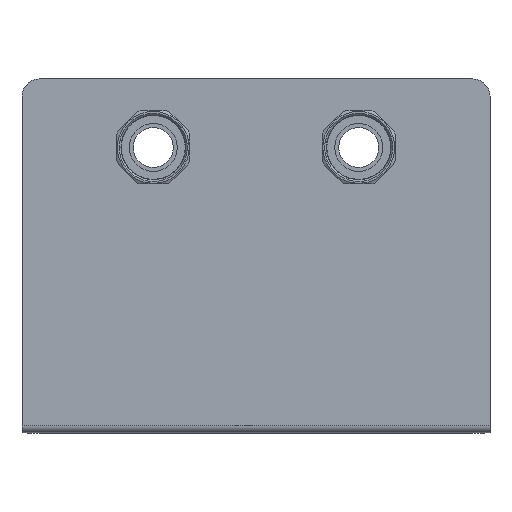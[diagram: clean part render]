
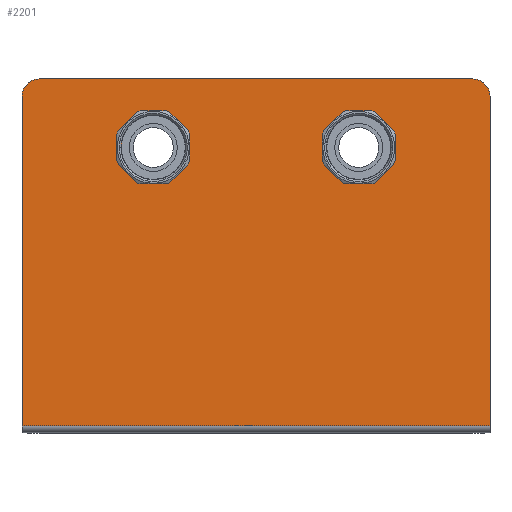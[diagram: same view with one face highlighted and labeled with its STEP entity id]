
A CAD part, top view. The second image highlights one B-rep face of the part: STEP entity #2201.
In plain terms, the highlighted planar face has unit normal (0, 0, 1).
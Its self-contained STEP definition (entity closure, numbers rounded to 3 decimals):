
#71=FACE_BOUND('',#390,.T.);
#72=FACE_BOUND('',#391,.T.);
#123=PLANE('',#2490);
#265=FACE_OUTER_BOUND('',#389,.T.);
#389=EDGE_LOOP('',(#1705,#1706,#1707,#1708,#1709,#1710));
#390=EDGE_LOOP('',(#1711));
#391=EDGE_LOOP('',(#1712));
#561=LINE('',#3605,#734);
#562=LINE('',#3607,#735);
#563=LINE('',#3609,#736);
#564=LINE('',#3612,#737);
#734=VECTOR('',#2972,10.);
#735=VECTOR('',#2973,10.);
#736=VECTOR('',#2974,10.);
#737=VECTOR('',#2977,10.);
#811=CIRCLE('',#2362,22.5);
#832=CIRCLE('',#2397,22.5);
#875=CIRCLE('',#2488,15.);
#877=CIRCLE('',#2491,15.);
#926=VERTEX_POINT('',#3267);
#945=VERTEX_POINT('',#3329);
#1032=VERTEX_POINT('',#3595);
#1033=VERTEX_POINT('',#3596);
#1036=VERTEX_POINT('',#3604);
#1037=VERTEX_POINT('',#3606);
#1038=VERTEX_POINT('',#3608);
#1039=VERTEX_POINT('',#3610);
#1132=EDGE_CURVE('',#926,#926,#811,.T.);
#1161=EDGE_CURVE('',#945,#945,#832,.T.);
#1292=EDGE_CURVE('',#1032,#1033,#875,.T.);
#1296=EDGE_CURVE('',#1036,#1032,#561,.T.);
#1297=EDGE_CURVE('',#1036,#1037,#562,.T.);
#1298=EDGE_CURVE('',#1038,#1037,#563,.T.);
#1299=EDGE_CURVE('',#1039,#1038,#877,.T.);
#1300=EDGE_CURVE('',#1033,#1039,#564,.T.);
#1705=ORIENTED_EDGE('',*,*,#1292,.F.);
#1706=ORIENTED_EDGE('',*,*,#1296,.F.);
#1707=ORIENTED_EDGE('',*,*,#1297,.T.);
#1708=ORIENTED_EDGE('',*,*,#1298,.F.);
#1709=ORIENTED_EDGE('',*,*,#1299,.F.);
#1710=ORIENTED_EDGE('',*,*,#1300,.F.);
#1711=ORIENTED_EDGE('',*,*,#1132,.F.);
#1712=ORIENTED_EDGE('',*,*,#1161,.F.);
#2201=ADVANCED_FACE('',(#265,#71,#72),#123,.T.);
#2362=AXIS2_PLACEMENT_3D('',#3268,#2616,#2617);
#2397=AXIS2_PLACEMENT_3D('',#3330,#2694,#2695);
#2488=AXIS2_PLACEMENT_3D('',#3597,#2964,#2965);
#2490=AXIS2_PLACEMENT_3D('',#3603,#2970,#2971);
#2491=AXIS2_PLACEMENT_3D('',#3611,#2975,#2976);
#2616=DIRECTION('center_axis',(0.,0.,
1.));
#2617=DIRECTION('ref_axis',(0.,-1.,0.));
#2694=DIRECTION('center_axis',(0.,0.,
1.));
#2695=DIRECTION('ref_axis',(0.,-1.,0.));
#2964=DIRECTION('center_axis',(0.,0.,-1.));
#2965=DIRECTION('ref_axis',(-0.707,0.707,0.));
#2970=DIRECTION('center_axis',(0.,0.,1.));
#2971=DIRECTION('ref_axis',(1.,0.,0.));
#2972=DIRECTION('',(0.,1.,0.));
#2973=DIRECTION('',(1.,0.,0.));
#2974=DIRECTION('',(0.,-1.,0.));
#2975=DIRECTION('center_axis',(0.,0.,-1.));
#2976=DIRECTION('ref_axis',(0.707,0.707,0.));
#2977=DIRECTION('',(1.,0.,0.));
#3267=CARTESIAN_POINT('',(67.5,250.,3.));
#3268=CARTESIAN_POINT('Origin',(90.,250.,3.));
#3329=CARTESIAN_POINT('',(-112.5,250.,3.));
#3330=CARTESIAN_POINT('Origin',(-90.,250.,3.));
#3595=CARTESIAN_POINT('',(-205.,295.,3.));
#3596=CARTESIAN_POINT('',(-190.,310.,3.));
#3597=CARTESIAN_POINT('Origin',(-190.,295.,3.));
#3603=CARTESIAN_POINT('Origin',(0.,155.,3.));
#3604=CARTESIAN_POINT('',(-205.,6.,3.));
#3605=CARTESIAN_POINT('',(-205.,310.,3.));
#3606=CARTESIAN_POINT('',(205.,6.,3.));
#3607=CARTESIAN_POINT('',(-102.5,6.,3.));
#3608=CARTESIAN_POINT('',(205.,295.,3.));
#3609=CARTESIAN_POINT('',(205.,0.,3.));
#3610=CARTESIAN_POINT('',(190.,310.,3.));
#3611=CARTESIAN_POINT('Origin',(190.,295.,3.));
#3612=CARTESIAN_POINT('',(205.,310.,3.));
